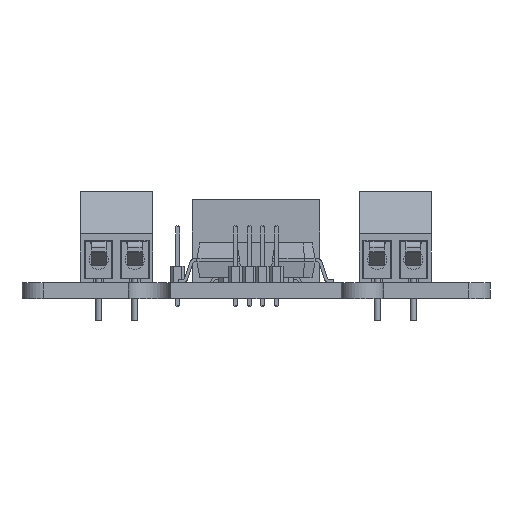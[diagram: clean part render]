
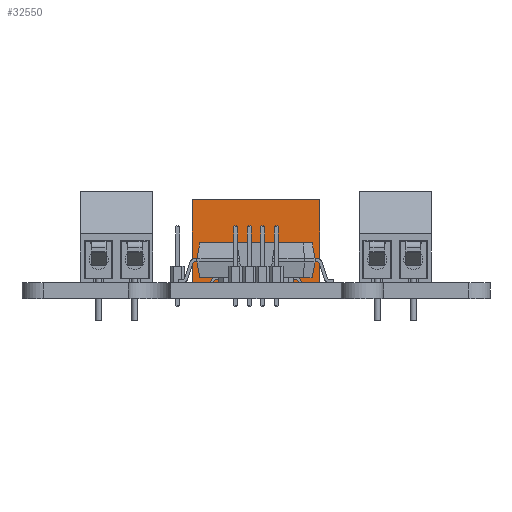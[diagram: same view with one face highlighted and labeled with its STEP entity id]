
A CAD part, left-side view. The second image highlights one B-rep face of the part: STEP entity #32550.
In plain terms, the highlighted face is planar.
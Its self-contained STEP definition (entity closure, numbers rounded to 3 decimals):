
#1211 = VECTOR ( 'NONE', #22039, 1000. ) ;
#1848 = LINE ( 'NONE', #4385, #14930 ) ;
#2838 = CARTESIAN_POINT ( 'NONE',  ( 1.45, 0.75, 0. ) ) ;
#3375 = EDGE_CURVE ( 'NONE', #10198, #14270, #5885, .T. ) ;
#3696 = CARTESIAN_POINT ( 'NONE',  ( 0., 0.75, 0. ) ) ;
#4385 = CARTESIAN_POINT ( 'NONE',  ( 0., 0.75, 6. ) ) ;
#5885 = LINE ( 'NONE', #39867, #40150 ) ;
#9261 = EDGE_CURVE ( 'NONE', #18018, #10198, #15536, .T. ) ;
#9293 = VERTEX_POINT ( 'NONE', #41470 ) ;
#10198 = VERTEX_POINT ( 'NONE', #24643 ) ;
#12953 = PLANE ( 'NONE',  #33901 ) ;
#13848 = ORIENTED_EDGE ( 'NONE', *, *, #20556, .F. ) ;
#14270 = VERTEX_POINT ( 'NONE', #23147 ) ;
#14930 = VECTOR ( 'NONE', #33451, 1000. ) ;
#15536 = LINE ( 'NONE', #25829, #1211 ) ;
#16304 = DIRECTION ( 'NONE',  ( 0., 0., 1. ) ) ;
#18018 = VERTEX_POINT ( 'NONE', #21331 ) ;
#20556 = EDGE_CURVE ( 'NONE', #9293, #18018, #1848, .T. ) ;
#21331 = CARTESIAN_POINT ( 'NONE',  ( 9.25, 0.75, 6. ) ) ;
#22039 = DIRECTION ( 'NONE',  ( 0., 0., -1. ) ) ;
#23147 = CARTESIAN_POINT ( 'NONE',  ( 1.45, 0.75, -6. ) ) ;
#24643 = CARTESIAN_POINT ( 'NONE',  ( 9.25, 0.75, -6. ) ) ;
#24912 = LINE ( 'NONE', #2838, #26502 ) ;
#25829 = CARTESIAN_POINT ( 'NONE',  ( 9.25, 0.75, 0. ) ) ;
#26502 = VECTOR ( 'NONE', #38639, 1000. ) ;
#28122 = ORIENTED_EDGE ( 'NONE', *, *, #3375, .F. ) ;
#28583 = EDGE_LOOP ( 'NONE', ( #13848, #31769, #28122, #32467 ) ) ;
#28750 = DIRECTION ( 'NONE',  ( 0., 1., 0. ) ) ;
#29364 = FACE_OUTER_BOUND ( 'NONE', #28583, .T. ) ;
#31769 = ORIENTED_EDGE ( 'NONE', *, *, #37706, .F. ) ;
#32467 = ORIENTED_EDGE ( 'NONE', *, *, #9261, .F. ) ;
#32550 = ADVANCED_FACE ( 'NONE', ( #29364 ), #12953, .F. ) ;
#33451 = DIRECTION ( 'NONE',  ( 1., 0., 0. ) ) ;
#33901 = AXIS2_PLACEMENT_3D ( 'NONE', #3696, #28750, #16304 ) ;
#37706 = EDGE_CURVE ( 'NONE', #14270, #9293, #24912, .T. ) ;
#38639 = DIRECTION ( 'NONE',  ( 0., 0., 1. ) ) ;
#39867 = CARTESIAN_POINT ( 'NONE',  ( 0., 0.75, -6. ) ) ;
#40078 = DIRECTION ( 'NONE',  ( -1., 0., 0. ) ) ;
#40150 = VECTOR ( 'NONE', #40078, 1000. ) ;
#41470 = CARTESIAN_POINT ( 'NONE',  ( 1.45, 0.75, 6. ) ) ;
